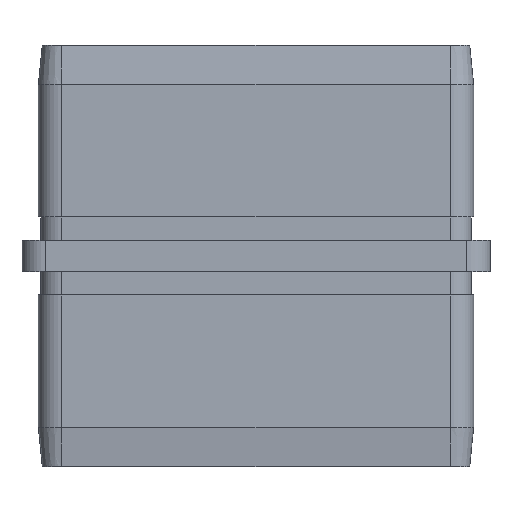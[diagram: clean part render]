
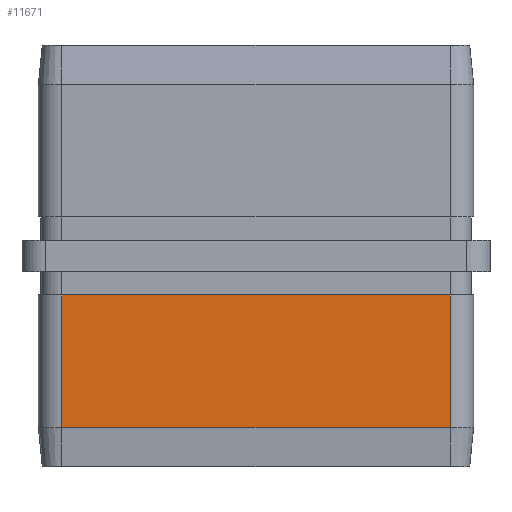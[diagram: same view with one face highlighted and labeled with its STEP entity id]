
A CAD part, left-side view. The second image highlights one B-rep face of the part: STEP entity #11671.
In plain terms, the highlighted planar face has unit normal (-1, 0, 0).
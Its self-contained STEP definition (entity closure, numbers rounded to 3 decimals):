
#613 = VECTOR ( 'NONE', #22660, 1000. ) ;
#1076 = EDGE_CURVE ( 'NONE', #11651, #17025, #24697, .T. ) ;
#3548 = CARTESIAN_POINT ( 'NONE',  ( -17.9, -24.9, 27. ) ) ;
#5105 = CARTESIAN_POINT ( 'NONE',  ( -17.9, 24.9, 27. ) ) ;
#5140 = CARTESIAN_POINT ( 'NONE',  ( -17.9, -27.9, 27. ) ) ;
#5729 = LINE ( 'NONE', #3548, #14616 ) ;
#7410 = LINE ( 'NONE', #5105, #14126 ) ;
#8071 = ORIENTED_EDGE ( 'NONE', *, *, #10496, .T. ) ;
#8159 = EDGE_LOOP ( 'NONE', ( #16845, #8535, #11827, #8071 ) ) ;
#8535 = ORIENTED_EDGE ( 'NONE', *, *, #25182, .T. ) ;
#10421 = FACE_OUTER_BOUND ( 'NONE', #8159, .T. ) ;
#10496 = EDGE_CURVE ( 'NONE', #22617, #17025, #7410, .T. ) ;
#10984 = DIRECTION ( 'NONE',  ( 0., 0., -1. ) ) ;
#11263 = CARTESIAN_POINT ( 'NONE',  ( -17.9, -24.9, -22. ) ) ;
#11584 = VECTOR ( 'NONE', #19312, 1000. ) ;
#11651 = VERTEX_POINT ( 'NONE', #16598 ) ;
#11671 = ADVANCED_FACE ( 'NONE', ( #10421 ), #12993, .F. ) ;
#11827 = ORIENTED_EDGE ( 'NONE', *, *, #23405, .T. ) ;
#12884 = CARTESIAN_POINT ( 'NONE',  ( -17.9, -24.9, -5. ) ) ;
#12993 = PLANE ( 'NONE',  #24800 ) ;
#14126 = VECTOR ( 'NONE', #10984, 1000. ) ;
#14616 = VECTOR ( 'NONE', #24955, 1000. ) ;
#16117 = CARTESIAN_POINT ( 'NONE',  ( -17.9, 24.9, -5. ) ) ;
#16598 = CARTESIAN_POINT ( 'NONE',  ( -17.9, -24.9, -22. ) ) ;
#16845 = ORIENTED_EDGE ( 'NONE', *, *, #1076, .F. ) ;
#17025 = VERTEX_POINT ( 'NONE', #21216 ) ;
#18811 = DIRECTION ( 'NONE',  ( 1., 0., 0. ) ) ;
#19312 = DIRECTION ( 'NONE',  ( 0., 1., 0. ) ) ;
#21090 = LINE ( 'NONE', #24760, #613 ) ;
#21216 = CARTESIAN_POINT ( 'NONE',  ( -17.9, 24.9, -22. ) ) ;
#22617 = VERTEX_POINT ( 'NONE', #16117 ) ;
#22659 = VERTEX_POINT ( 'NONE', #12884 ) ;
#22660 = DIRECTION ( 'NONE',  ( 0., 1., 0. ) ) ;
#23405 = EDGE_CURVE ( 'NONE', #22659, #22617, #21090, .T. ) ;
#24679 = DIRECTION ( 'NONE',  ( 0., 0., -1. ) ) ;
#24697 = LINE ( 'NONE', #11263, #11584 ) ;
#24760 = CARTESIAN_POINT ( 'NONE',  ( -17.9, -24.9, -5. ) ) ;
#24800 = AXIS2_PLACEMENT_3D ( 'NONE', #5140, #18811, #24679 ) ;
#24955 = DIRECTION ( 'NONE',  ( 0., 0., 1. ) ) ;
#25182 = EDGE_CURVE ( 'NONE', #11651, #22659, #5729, .T. ) ;
